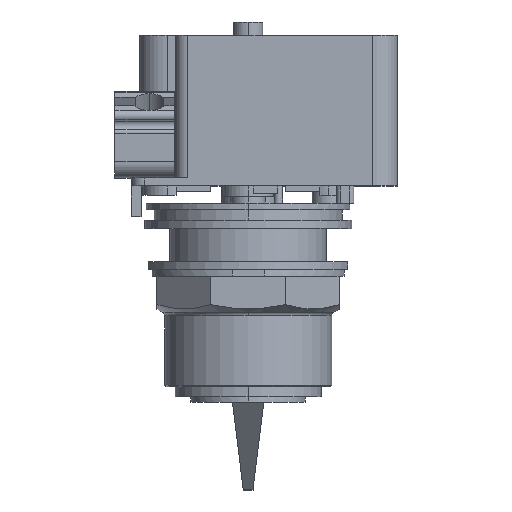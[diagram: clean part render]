
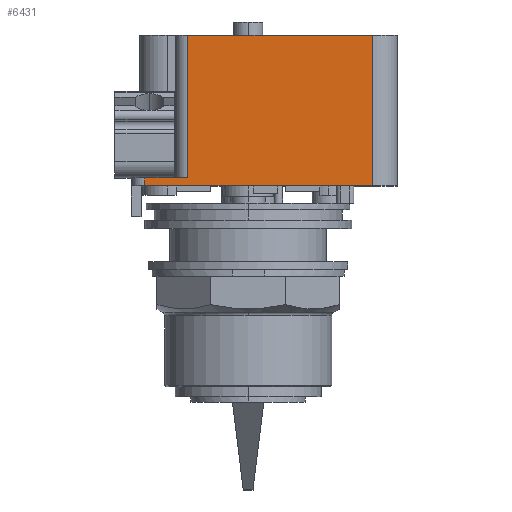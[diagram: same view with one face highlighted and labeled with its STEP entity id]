
A CAD part, top view. The second image highlights one B-rep face of the part: STEP entity #6431.
In plain terms, the highlighted planar face has unit normal (0, 0, 1).
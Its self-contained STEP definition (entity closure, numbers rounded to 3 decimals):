
#5202=CARTESIAN_POINT('POINT347',(-11.582,43.36,20.32));
#5203=VERTEX_POINT('VERTEX347',#5202);
#5212=CARTESIAN_POINT('POINT348',(-11.582,16.03,20.32)
   );
#5213=VERTEX_POINT('VERTEX348',#5212);
#5221=CARTESIAN_POINT('POS497',(-11.582,16.03,20.32));
#5222=DIRECTION('DIR725',(0.,1.,
   0.));
#5223=VECTOR('VEC269',#5222,25.4);
#5224=LINE('STRAIGHT269',#5221,#5223);
#5225=EDGE_CURVE('EDGE520',#5213,#5203,#5224,.T.);
#5316=CARTESIAN_POINT('POINT351',(23.851,43.36,20.32));
#5317=VERTEX_POINT('VERTEX351',#5316);
#5318=CARTESIAN_POINT('POS507',(-11.582,43.36,20.32));
#5319=DIRECTION('DIR739',(-1.,0.,
   0.));
#5320=VECTOR('VEC275',#5319,25.4);
#5321=LINE('STRAIGHT275',#5318,#5320);
#5322=EDGE_CURVE('EDGE528',#5317,#5203,#5321,.T.);
#5399=CARTESIAN_POINT('POINT358',(-19.812,16.03,20.32))
   ;
#5400=VERTEX_POINT('VERTEX358',#5399);
#5408=CARTESIAN_POINT('POS517',(-19.812,16.03,20.32));
#5409=DIRECTION('DIR754',(-1.,0.,
   0.));
#5410=VECTOR('VEC280',#5409,25.4);
#5411=LINE('STRAIGHT280',#5408,#5410);
#5412=EDGE_CURVE('EDGE537',#5213,#5400,#5411,.T.);
#6383=CARTESIAN_POINT('POINT423',(-19.812,14.506,20.32))
   ;
#6384=VERTEX_POINT('VERTEX423',#6383);
#6392=CARTESIAN_POINT('POS620',(-19.812,14.506,20.32));
#6393=DIRECTION('DIR891',(0.,1.,
   0.));
#6394=VECTOR('VEC349',#6393,25.4);
#6395=LINE('STRAIGHT349',#6392,#6394);
#6396=EDGE_CURVE('EDGE638',#6384,#5400,#6395,.T.);
#6406=ORIENTED_EDGE('COEDGE1213',*,*,#5322,.T.);
#6407=ORIENTED_EDGE('COEDGE1214',*,*,#5225,.F.);
#6408=ORIENTED_EDGE('COEDGE1215',*,*,#5412,.T.);
#6409=ORIENTED_EDGE('COEDGE1216',*,*,#6396,.F.);
#6410=CARTESIAN_POINT('POINT424',(23.851,14.506,20.32))
   ;
#6411=VERTEX_POINT('VERTEX424',#6410);
#6412=CARTESIAN_POINT('POS622',(3.099,14.506,20.32));
#6413=DIRECTION('DIR894',(1.,0.,
   0.));
#6414=VECTOR('VEC350',#6413,25.4);
#6415=LINE('STRAIGHT350',#6412,#6414);
#6416=EDGE_CURVE('EDGE639',#6384,#6411,#6415,.T.);
#6417=ORIENTED_EDGE('COEDGE1217',*,*,#6416,.T.);
#6418=CARTESIAN_POINT('POS623',(23.851,16.03,20.32));
#6419=DIRECTION('DIR895',(0.,1.,
   0.));
#6420=VECTOR('VEC351',#6419,25.4);
#6421=LINE('STRAIGHT351',#6418,#6420);
#6422=EDGE_CURVE('EDGE640',#6411,#5317,#6421,.T.);
#6423=ORIENTED_EDGE('COEDGE1218',*,*,#6422,.T.);
#6424=EDGE_LOOP('NONE',(#6406,#6407,#6408,#6409,#6417,#6423));
#6425=FACE_BOUND('LOOP1',#6424,.T.);
#6426=CARTESIAN_POINT('POS624',(7.341,16.03,20.32));
#6427=DIRECTION('DIR896',(0.,0.,
   1.));
#6428=DIRECTION('DIR897',(1.,0.,
   0.));
#6429=AXIS2_PLACEMENT_3D('AXIS273',#6426,#6427,#6428);
#6430=PLANE('PLANE101',#6429);
#6431=ADVANCED_FACE('FACE233',(#6425),#6430,.T.);
